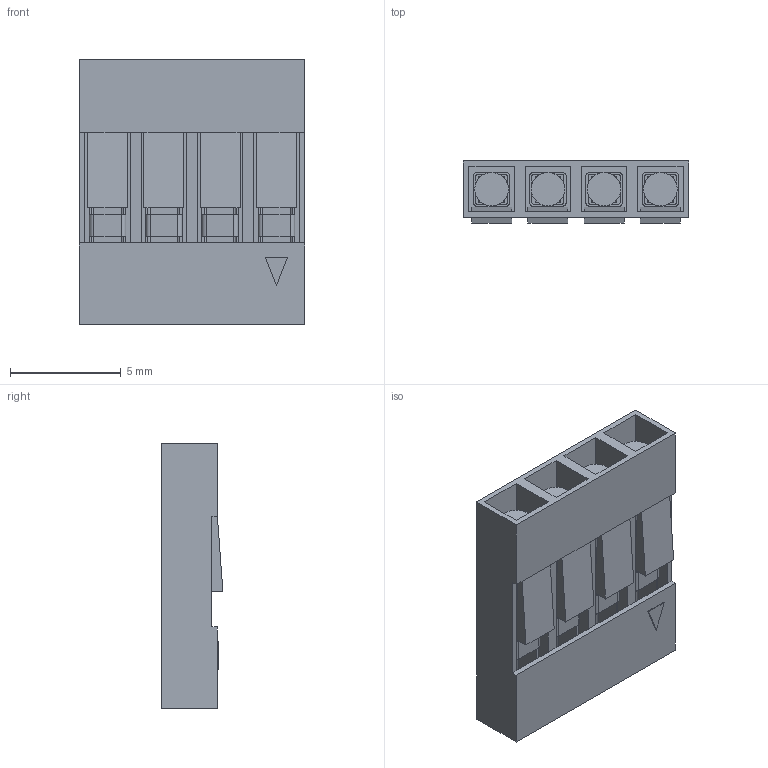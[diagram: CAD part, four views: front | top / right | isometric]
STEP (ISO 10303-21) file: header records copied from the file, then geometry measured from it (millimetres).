
FILE_DESCRIPTION (( 'STEP AP214' ), '1' );
FILE_NAME ('DS1071-1x4.STEP', '2019-05-31T22:31:13', ( 'VR' ), ( '' ), 'SwSTEP 2.0', 'SolidWorks 2016', '' );
FILE_SCHEMA (( 'AUTOMOTIVE_DESIGN' ));
Length unit declared in the file: millimetre
Products named in the file (1): DS1071-1x4
Bounding box: 10.16 x 2.79 x 12 mm (x, y, z)
Volume: 147.4 mm3; surface area: 1083.7 mm2
Topology: 5 solids, 5 shells, 278 faces, 841 edges, 534 vertices
Faces by surface type: plane 206, cylinder 72
Entity records: 12565 total; most frequent: ORIENTED_EDGE 1682, CARTESIAN_POINT 1654, DIRECTION 1583, EDGE_CURVE 841, LINE 657, VECTOR 657, VERTEX_POINT 534, AXIS2_PLACEMENT_3D 463
